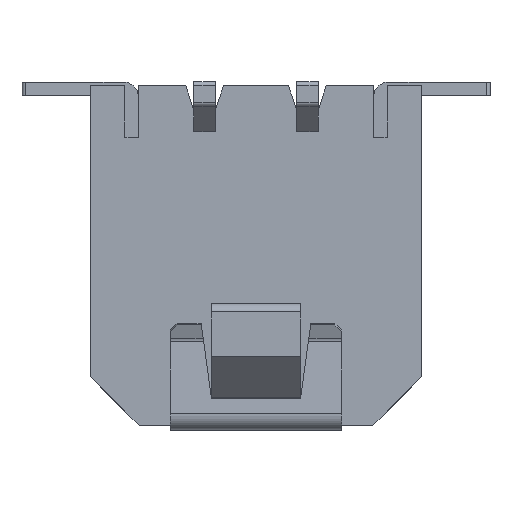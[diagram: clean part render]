
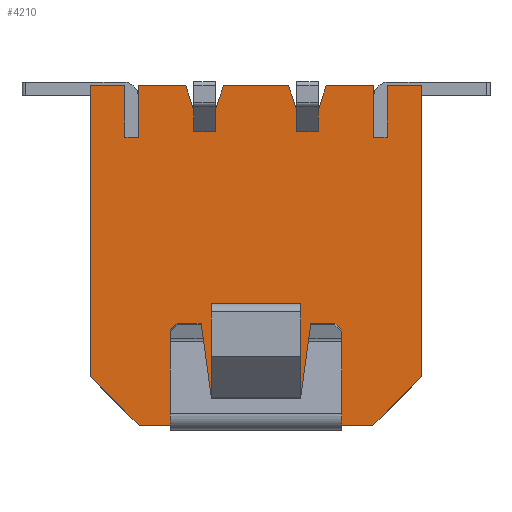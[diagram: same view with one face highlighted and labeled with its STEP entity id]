
A CAD part, top view. The second image highlights one B-rep face of the part: STEP entity #4210.
In plain terms, the highlighted planar face has unit normal (0, 0, 1).
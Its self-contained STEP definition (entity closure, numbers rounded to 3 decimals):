
#215=ORIENTED_EDGE('',*,*,#1462,.T.);
#216=ORIENTED_EDGE('',*,*,#1463,.T.);
#217=ORIENTED_EDGE('',*,*,#1464,.F.);
#218=ORIENTED_EDGE('',*,*,#1465,.F.);
#219=ORIENTED_EDGE('',*,*,#1466,.T.);
#220=ORIENTED_EDGE('',*,*,#1467,.T.);
#221=ORIENTED_EDGE('',*,*,#1454,.T.);
#222=ORIENTED_EDGE('',*,*,#1468,.T.);
#223=ORIENTED_EDGE('',*,*,#1469,.T.);
#224=ORIENTED_EDGE('',*,*,#1470,.T.);
#225=ORIENTED_EDGE('',*,*,#1471,.T.);
#226=ORIENTED_EDGE('',*,*,#1472,.T.);
#227=ORIENTED_EDGE('',*,*,#1473,.T.);
#228=ORIENTED_EDGE('',*,*,#1474,.F.);
#229=ORIENTED_EDGE('',*,*,#1475,.F.);
#230=ORIENTED_EDGE('',*,*,#1476,.F.);
#231=ORIENTED_EDGE('',*,*,#1477,.T.);
#232=ORIENTED_EDGE('',*,*,#1478,.F.);
#233=ORIENTED_EDGE('',*,*,#1479,.F.);
#234=ORIENTED_EDGE('',*,*,#1480,.F.);
#235=ORIENTED_EDGE('',*,*,#1481,.T.);
#236=ORIENTED_EDGE('',*,*,#1482,.T.);
#237=ORIENTED_EDGE('',*,*,#1483,.T.);
#238=ORIENTED_EDGE('',*,*,#1484,.T.);
#239=ORIENTED_EDGE('',*,*,#1485,.T.);
#240=ORIENTED_EDGE('',*,*,#1486,.T.);
#241=ORIENTED_EDGE('',*,*,#1460,.T.);
#242=ORIENTED_EDGE('',*,*,#1487,.T.);
#243=ORIENTED_EDGE('',*,*,#1488,.T.);
#244=ORIENTED_EDGE('',*,*,#1433,.T.);
#1433=EDGE_CURVE('',#2054,#2056,#2465,.T.);
#1454=EDGE_CURVE('',#2077,#2078,#2486,.T.);
#1460=EDGE_CURVE('',#2084,#2083,#2492,.T.);
#1462=EDGE_CURVE('',#2085,#2086,#2494,.T.);
#1463=EDGE_CURVE('',#2086,#2087,#2495,.T.);
#1464=EDGE_CURVE('',#2088,#2087,#2496,.T.);
#1465=EDGE_CURVE('',#2085,#2088,#2497,.T.);
#1466=EDGE_CURVE('',#2056,#2089,#2498,.T.);
#1467=EDGE_CURVE('',#2089,#2077,#2499,.T.);
#1468=EDGE_CURVE('',#2078,#2090,#2500,.T.);
#1469=EDGE_CURVE('',#2090,#2091,#2501,.T.);
#1470=EDGE_CURVE('',#2091,#2092,#2502,.T.);
#1471=EDGE_CURVE('',#2092,#2093,#2503,.T.);
#1472=EDGE_CURVE('',#2093,#2094,#2504,.T.);
#1473=EDGE_CURVE('',#2094,#2095,#2505,.T.);
#1474=EDGE_CURVE('',#2096,#2095,#2506,.T.);
#1475=EDGE_CURVE('',#2097,#2096,#2507,.T.);
#1476=EDGE_CURVE('',#2098,#2097,#2508,.T.);
#1477=EDGE_CURVE('',#2098,#2099,#2509,.T.);
#1478=EDGE_CURVE('',#2100,#2099,#2510,.T.);
#1479=EDGE_CURVE('',#2101,#2100,#2511,.T.);
#1480=EDGE_CURVE('',#2102,#2101,#2512,.T.);
#1481=EDGE_CURVE('',#2102,#2103,#2513,.T.);
#1482=EDGE_CURVE('',#2103,#2104,#2514,.T.);
#1483=EDGE_CURVE('',#2104,#2105,#2515,.T.);
#1484=EDGE_CURVE('',#2105,#2106,#2516,.T.);
#1485=EDGE_CURVE('',#2106,#2107,#2517,.T.);
#1486=EDGE_CURVE('',#2107,#2084,#2518,.T.);
#1487=EDGE_CURVE('',#2083,#2108,#2519,.T.);
#1488=EDGE_CURVE('',#2108,#2054,#2520,.T.);
#2054=VERTEX_POINT('',#5985);
#2056=VERTEX_POINT('',#5989);
#2077=VERTEX_POINT('',#6038);
#2078=VERTEX_POINT('',#6039);
#2083=VERTEX_POINT('',#6050);
#2084=VERTEX_POINT('',#6052);
#2085=VERTEX_POINT('',#6056);
#2086=VERTEX_POINT('',#6057);
#2087=VERTEX_POINT('',#6059);
#2088=VERTEX_POINT('',#6061);
#2089=VERTEX_POINT('',#6064);
#2090=VERTEX_POINT('',#6067);
#2091=VERTEX_POINT('',#6069);
#2092=VERTEX_POINT('',#6071);
#2093=VERTEX_POINT('',#6073);
#2094=VERTEX_POINT('',#6075);
#2095=VERTEX_POINT('',#6077);
#2096=VERTEX_POINT('',#6079);
#2097=VERTEX_POINT('',#6081);
#2098=VERTEX_POINT('',#6083);
#2099=VERTEX_POINT('',#6085);
#2100=VERTEX_POINT('',#6087);
#2101=VERTEX_POINT('',#6089);
#2102=VERTEX_POINT('',#6091);
#2103=VERTEX_POINT('',#6093);
#2104=VERTEX_POINT('',#6095);
#2105=VERTEX_POINT('',#6097);
#2106=VERTEX_POINT('',#6099);
#2107=VERTEX_POINT('',#6101);
#2108=VERTEX_POINT('',#6104);
#2465=LINE('',#5990,#3035);
#2486=LINE('',#6037,#3056);
#2492=LINE('',#6051,#3062);
#2494=LINE('',#6055,#3064);
#2495=LINE('',#6058,#3065);
#2496=LINE('',#6060,#3066);
#2497=LINE('',#6062,#3067);
#2498=LINE('',#6063,#3068);
#2499=LINE('',#6065,#3069);
#2500=LINE('',#6066,#3070);
#2501=LINE('',#6068,#3071);
#2502=LINE('',#6070,#3072);
#2503=LINE('',#6072,#3073);
#2504=LINE('',#6074,#3074);
#2505=LINE('',#6076,#3075);
#2506=LINE('',#6078,#3076);
#2507=LINE('',#6080,#3077);
#2508=LINE('',#6082,#3078);
#2509=LINE('',#6084,#3079);
#2510=LINE('',#6086,#3080);
#2511=LINE('',#6088,#3081);
#2512=LINE('',#6090,#3082);
#2513=LINE('',#6092,#3083);
#2514=LINE('',#6094,#3084);
#2515=LINE('',#6096,#3085);
#2516=LINE('',#6098,#3086);
#2517=LINE('',#6100,#3087);
#2518=LINE('',#6102,#3088);
#2519=LINE('',#6103,#3089);
#2520=LINE('',#6105,#3090);
#3035=VECTOR('',#4815,1000.);
#3056=VECTOR('',#4848,1000.);
#3062=VECTOR('',#4856,1000.);
#3064=VECTOR('',#4860,1000.);
#3065=VECTOR('',#4861,1000.);
#3066=VECTOR('',#4862,1000.);
#3067=VECTOR('',#4863,1000.);
#3068=VECTOR('',#4864,1000.);
#3069=VECTOR('',#4865,1000.);
#3070=VECTOR('',#4866,1000.);
#3071=VECTOR('',#4867,1000.);
#3072=VECTOR('',#4868,1000.);
#3073=VECTOR('',#4869,1000.);
#3074=VECTOR('',#4870,1000.);
#3075=VECTOR('',#4871,1000.);
#3076=VECTOR('',#4872,1000.);
#3077=VECTOR('',#4873,1000.);
#3078=VECTOR('',#4874,1000.);
#3079=VECTOR('',#4875,1000.);
#3080=VECTOR('',#4876,1000.);
#3081=VECTOR('',#4877,1000.);
#3082=VECTOR('',#4878,1000.);
#3083=VECTOR('',#4879,1000.);
#3084=VECTOR('',#4880,1000.);
#3085=VECTOR('',#4881,1000.);
#3086=VECTOR('',#4882,1000.);
#3087=VECTOR('',#4883,1000.);
#3088=VECTOR('',#4884,1000.);
#3089=VECTOR('',#4885,1000.);
#3090=VECTOR('',#4886,1000.);
#3567=EDGE_LOOP('',(#215,#216,#217,#218));
#3568=EDGE_LOOP('',(#219,#220,#221,#222,#223,#224,#225,#226,#227,#228,#229,
#230,#231,#232,#233,#234,#235,#236,#237,#238,#239,#240,#241,#242,#243,#244));
#3793=FACE_BOUND('',#3567,.T.);
#3794=FACE_BOUND('',#3568,.T.);
#4018=PLANE('',#4479);
#4210=ADVANCED_FACE('',(#3793,#3794),#4018,.T.);
#4479=AXIS2_PLACEMENT_3D('',#6054,#4858,#4859);
#4815=DIRECTION('',(-1.,0.,0.));
#4848=DIRECTION('',(-1.,0.,0.));
#4856=DIRECTION('',(-1.,0.,0.));
#4858=DIRECTION('',(0.,0.,1.));
#4859=DIRECTION('',(0.,-1.,0.));
#4860=DIRECTION('',(0.,-1.,0.));
#4861=DIRECTION('',(-1.,0.,0.));
#4862=DIRECTION('',(0.,-1.,0.));
#4863=DIRECTION('',(-1.,0.,0.));
#4864=DIRECTION('',(0.,1.,0.));
#4865=DIRECTION('',(-0.312,0.95,0.));
#4866=DIRECTION('',(-0.312,-0.95,0.));
#4867=DIRECTION('',(0.,-1.,0.));
#4868=DIRECTION('',(-1.,0.,0.));
#4869=DIRECTION('',(0.,1.,0.));
#4870=DIRECTION('',(-0.312,0.95,0.));
#4871=DIRECTION('',(-1.,0.,0.));
#4872=DIRECTION('',(0.,1.,0.));
#4873=DIRECTION('',(1.,0.,0.));
#4874=DIRECTION('',(0.,-1.,0.));
#4875=DIRECTION('',(-1.,0.,0.));
#4876=DIRECTION('',(0.,1.,0.));
#4877=DIRECTION('',(-0.707,0.707,0.));
#4878=DIRECTION('',(-1.,0.,0.));
#4879=DIRECTION('',(0.707,0.707,0.));
#4880=DIRECTION('',(0.,1.,0.));
#4881=DIRECTION('',(-1.,0.,0.));
#4882=DIRECTION('',(0.,-1.,0.));
#4883=DIRECTION('',(-1.,0.,0.));
#4884=DIRECTION('',(0.,1.,0.));
#4885=DIRECTION('',(-0.312,-0.95,0.));
#4886=DIRECTION('',(0.,-1.,0.));
#5985=CARTESIAN_POINT('',(1.82,3.61,2.185));
#5989=CARTESIAN_POINT('',(1.18,3.61,2.185));
#5990=CARTESIAN_POINT('',(1.82,3.61,2.185));
#6037=CARTESIAN_POINT('',(4.825,4.95,2.185));
#6038=CARTESIAN_POINT('',(0.95,4.95,2.185));
#6039=CARTESIAN_POINT('',(-0.95,4.95,2.185));
#6050=CARTESIAN_POINT('',(2.05,4.95,2.185));
#6051=CARTESIAN_POINT('',(4.825,4.95,2.185));
#6052=CARTESIAN_POINT('',(3.425,4.95,2.185));
#6054=CARTESIAN_POINT('',(4.825,-4.95,2.185));
#6055=CARTESIAN_POINT('',(1.3,-4.15,2.185));
#6056=CARTESIAN_POINT('',(1.3,-1.4,2.185));
#6057=CARTESIAN_POINT('',(1.3,-4.15,2.185));
#6058=CARTESIAN_POINT('',(1.3,-4.15,2.185));
#6059=CARTESIAN_POINT('',(-1.3,-4.15,2.185));
#6060=CARTESIAN_POINT('',(-1.3,-4.15,2.185));
#6061=CARTESIAN_POINT('',(-1.3,-1.4,2.185));
#6062=CARTESIAN_POINT('',(1.3,-1.4,2.185));
#6063=CARTESIAN_POINT('',(1.18,3.61,2.185));
#6064=CARTESIAN_POINT('',(1.18,4.25,2.185));
#6065=CARTESIAN_POINT('',(1.18,4.25,2.185));
#6066=CARTESIAN_POINT('',(-1.18,4.25,2.185));
#6067=CARTESIAN_POINT('',(-1.18,4.25,2.185));
#6068=CARTESIAN_POINT('',(-1.18,4.25,2.185));
#6069=CARTESIAN_POINT('',(-1.18,3.61,2.185));
#6070=CARTESIAN_POINT('',(-1.18,3.61,2.185));
#6071=CARTESIAN_POINT('',(-1.82,3.61,2.185));
#6072=CARTESIAN_POINT('',(-1.82,3.61,2.185));
#6073=CARTESIAN_POINT('',(-1.82,4.25,2.185));
#6074=CARTESIAN_POINT('',(-1.82,4.25,2.185));
#6075=CARTESIAN_POINT('',(-2.05,4.95,2.185));
#6076=CARTESIAN_POINT('',(4.825,4.95,2.185));
#6077=CARTESIAN_POINT('',(-3.425,4.95,2.185));
#6078=CARTESIAN_POINT('',(-3.425,3.45,2.185));
#6079=CARTESIAN_POINT('',(-3.425,3.45,2.185));
#6080=CARTESIAN_POINT('',(-3.825,3.45,2.185));
#6081=CARTESIAN_POINT('',(-3.825,3.45,2.185));
#6082=CARTESIAN_POINT('',(-3.825,4.95,2.185));
#6083=CARTESIAN_POINT('',(-3.825,4.95,2.185));
#6084=CARTESIAN_POINT('',(4.825,4.95,2.185));
#6085=CARTESIAN_POINT('',(-4.825,4.95,2.185));
#6086=CARTESIAN_POINT('',(-4.825,-4.95,2.185));
#6087=CARTESIAN_POINT('',(-4.825,-3.536,2.185));
#6088=CARTESIAN_POINT('',(-3.411,-4.95,2.185));
#6089=CARTESIAN_POINT('',(-3.411,-4.95,2.185));
#6090=CARTESIAN_POINT('',(4.825,-4.95,2.185));
#6091=CARTESIAN_POINT('',(3.411,-4.95,2.185));
#6092=CARTESIAN_POINT('',(3.411,-4.95,2.185));
#6093=CARTESIAN_POINT('',(4.825,-3.536,2.185));
#6094=CARTESIAN_POINT('',(4.825,-4.95,2.185));
#6095=CARTESIAN_POINT('',(4.825,4.95,2.185));
#6096=CARTESIAN_POINT('',(4.825,4.95,2.185));
#6097=CARTESIAN_POINT('',(3.825,4.95,2.185));
#6098=CARTESIAN_POINT('',(3.825,4.95,2.185));
#6099=CARTESIAN_POINT('',(3.825,3.45,2.185));
#6100=CARTESIAN_POINT('',(3.825,3.45,2.185));
#6101=CARTESIAN_POINT('',(3.425,3.45,2.185));
#6102=CARTESIAN_POINT('',(3.425,3.45,2.185));
#6103=CARTESIAN_POINT('',(1.82,4.25,2.185));
#6104=CARTESIAN_POINT('',(1.82,4.25,2.185));
#6105=CARTESIAN_POINT('',(1.82,4.25,2.185));
